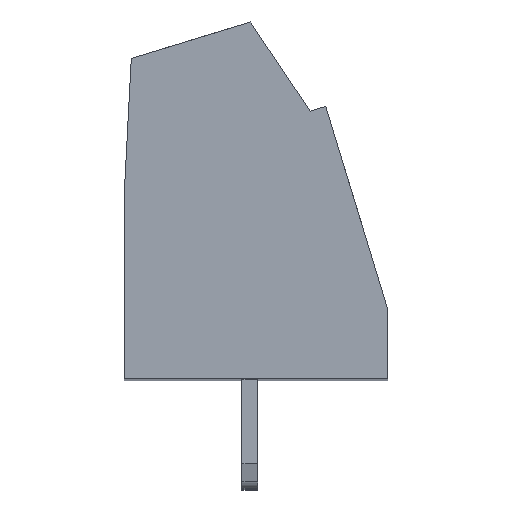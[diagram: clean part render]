
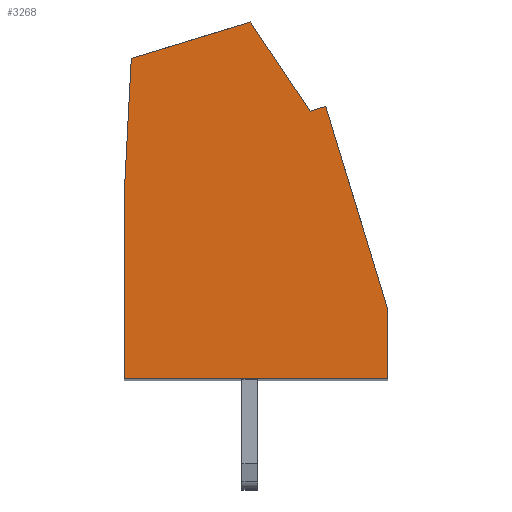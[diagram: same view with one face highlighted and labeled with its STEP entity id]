
A CAD part, top view. The second image highlights one B-rep face of the part: STEP entity #3268.
In plain terms, the highlighted planar face has unit normal (0, 0, 1).
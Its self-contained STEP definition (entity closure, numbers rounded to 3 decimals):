
#413=DIRECTION('',(-0.292,0.956,0.));
#414=VECTOR('',#413,6.75);
#415=CARTESIAN_POINT('',(4.2,-5.45,1.75));
#416=LINE('',#415,#414);
#417=DIRECTION('',(0.,1.,0.));
#418=VECTOR('',#417,2.25);
#419=CARTESIAN_POINT('',(4.2,-7.7,1.75));
#420=LINE('',#419,#418);
#421=DIRECTION('',(1.,0.,0.));
#422=VECTOR('',#421,8.4);
#423=CARTESIAN_POINT('',(-4.2,-7.7,1.75));
#424=LINE('',#423,#422);
#425=DIRECTION('',(0.,-1.,0.));
#426=VECTOR('',#425,6.071);
#427=CARTESIAN_POINT('',(-4.2,-1.629,1.75));
#428=LINE('',#427,#426);
#429=DIRECTION('',(-0.052,-0.999,0.));
#430=VECTOR('',#429,4.172);
#431=CARTESIAN_POINT('',(-3.982,2.537,1.75));
#432=LINE('',#431,#430);
#433=DIRECTION('',(-0.956,-0.292,0.));
#434=VECTOR('',#433,3.978);
#435=CARTESIAN_POINT('',(-0.177,3.7,1.75));
#436=LINE('',#435,#434);
#437=DIRECTION('',(-0.559,0.829,0.));
#438=VECTOR('',#437,3.43);
#439=CARTESIAN_POINT('',(1.741,0.857,1.75));
#440=LINE('',#439,#438);
#441=DIRECTION('',(-0.956,-0.292,0.));
#442=VECTOR('',#441,0.508);
#443=CARTESIAN_POINT('',(2.226,1.005,1.75));
#444=LINE('',#443,#442);
#2253=CARTESIAN_POINT('',(4.2,-5.45,1.75));
#2254=CARTESIAN_POINT('',(2.226,1.005,1.75));
#2255=VERTEX_POINT('',#2253);
#2256=VERTEX_POINT('',#2254);
#2257=CARTESIAN_POINT('',(1.741,0.857,1.75));
#2258=VERTEX_POINT('',#2257);
#2259=CARTESIAN_POINT('',(-0.177,3.7,1.75));
#2260=VERTEX_POINT('',#2259);
#2261=CARTESIAN_POINT('',(-3.982,2.537,1.75));
#2262=VERTEX_POINT('',#2261);
#2263=CARTESIAN_POINT('',(-4.2,-1.629,1.75));
#2264=VERTEX_POINT('',#2263);
#2265=CARTESIAN_POINT('',(-4.2,-7.7,1.75));
#2266=VERTEX_POINT('',#2265);
#2267=CARTESIAN_POINT('',(4.2,-7.7,1.75));
#2268=VERTEX_POINT('',#2267);
#3253=CARTESIAN_POINT('',(0.,0.,1.75));
#3254=DIRECTION('',(0.,0.,1.));
#3255=DIRECTION('',(1.,0.,0.));
#3256=AXIS2_PLACEMENT_3D('',#3253,#3254,#3255);
#3257=PLANE('',#3256);
#3258=ORIENTED_EDGE('',*,*,#2941,.F.);
#3259=ORIENTED_EDGE('',*,*,#3036,.F.);
#3260=ORIENTED_EDGE('',*,*,#3050,.F.);
#3261=ORIENTED_EDGE('',*,*,#3144,.F.);
#3262=ORIENTED_EDGE('',*,*,#3158,.F.);
#3263=ORIENTED_EDGE('',*,*,#3172,.F.);
#3264=ORIENTED_EDGE('',*,*,#3234,.F.);
#3265=ORIENTED_EDGE('',*,*,#3247,.F.);
#3266=EDGE_LOOP('',(#3258,#3259,#3260,#3261,#3262,#3263,#3264,#3265));
#3267=FACE_OUTER_BOUND('',#3266,.F.);
#2941=EDGE_CURVE('',#2255,#2256,#416,.T.);
#3036=EDGE_CURVE('',#2268,#2255,#420,.T.);
#3050=EDGE_CURVE('',#2266,#2268,#424,.T.);
#3144=EDGE_CURVE('',#2264,#2266,#428,.T.);
#3158=EDGE_CURVE('',#2262,#2264,#432,.T.);
#3172=EDGE_CURVE('',#2260,#2262,#436,.T.);
#3234=EDGE_CURVE('',#2258,#2260,#440,.T.);
#3247=EDGE_CURVE('',#2256,#2258,#444,.T.);
#3268=ADVANCED_FACE('',(#3267),#3257,.T.);
